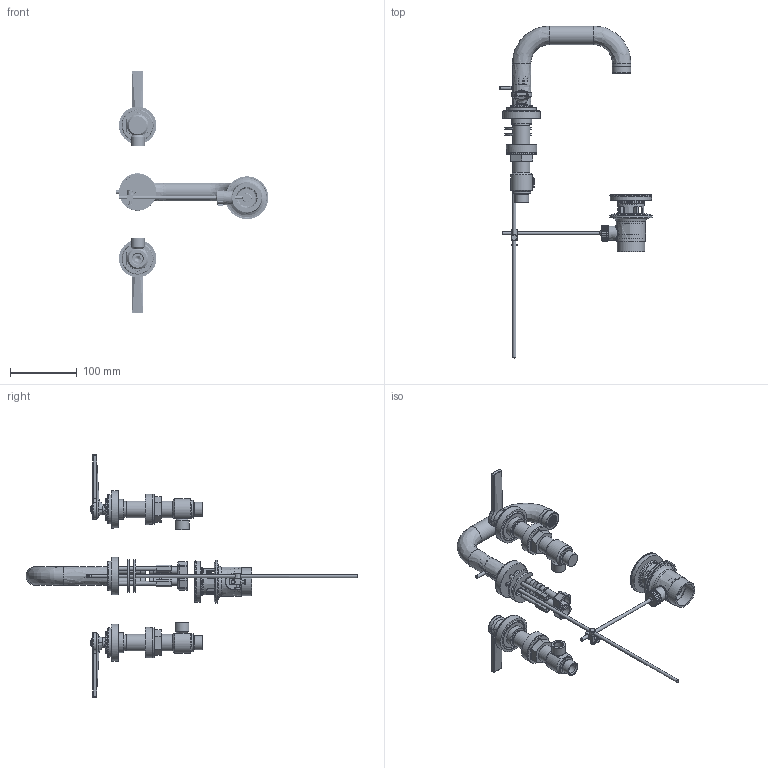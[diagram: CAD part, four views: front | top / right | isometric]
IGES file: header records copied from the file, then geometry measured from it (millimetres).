
Global section: file name: V7K14LF; native system: Autodesk Inventor 2016; preprocessor: unknown; author: rclarke; date: 20160408.111412; units: millimetre
Bounding box: 228.91 x 498.15 x 363.78 mm (x, y, z)
Volume: 492266.3 mm3; surface area: 282559.3 mm2
Topology: 65 solids, 66 shells, 3026 faces, 7880 edges, 5137 vertices
Faces by surface type: bspline 3026
